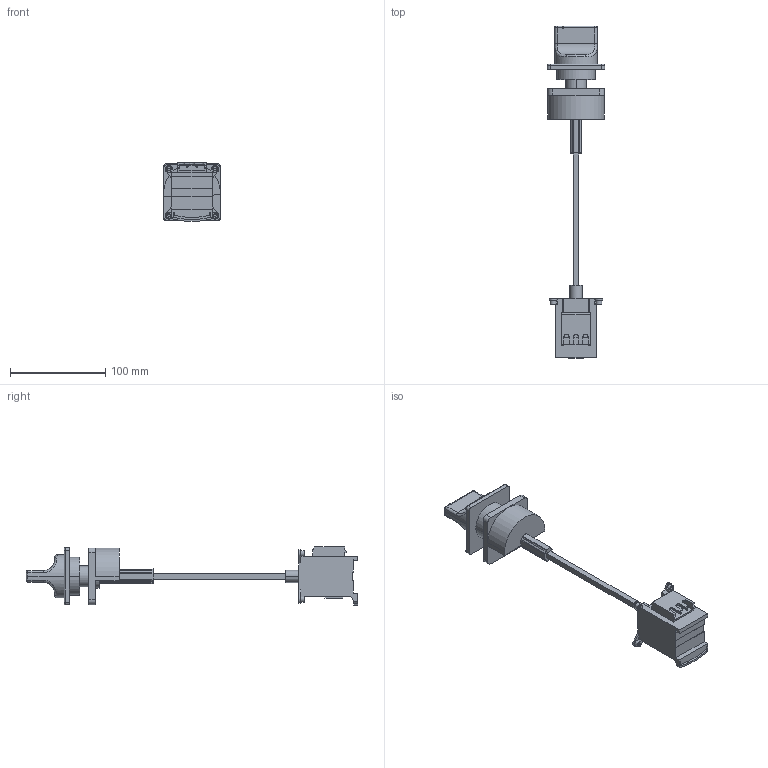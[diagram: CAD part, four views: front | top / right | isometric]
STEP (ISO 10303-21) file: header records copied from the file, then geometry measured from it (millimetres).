
FILE_DESCRIPTION((''),'2;1');
FILE_NAME('VCCDN20','2016-04-21T',('SESA328007'),('Schneider-Electric'),'PRO/ENGINEER BY PARAMETRIC TECHNOLOGY CORPORATION, 2014310','PRO/ENGINEER BY PARAMETRIC TECHNOLOGY CORPORATION, 2014310','');
FILE_SCHEMA(('CONFIG_CONTROL_DESIGN'));
Length unit declared in the file: millimetre
Products named in the file (1): VCCDN20
Bounding box: 60 x 348.22 x 61.2 mm (x, y, z)
Volume: 249655 mm3; surface area: 54012.3 mm2
Topology: 1 solids, 1 shells, 375 faces, 1026 edges, 673 vertices
Faces by surface type: plane 239, cylinder 120, torus 8, bspline 8
Entity records: 12242 total; most frequent: CARTESIAN_POINT 2461, ORIENTED_EDGE 2052, DIRECTION 2023, EDGE_CURVE 1026, VECTOR 743, LINE 743, VERTEX_POINT 673, AXIS2_PLACEMENT_3D 640
